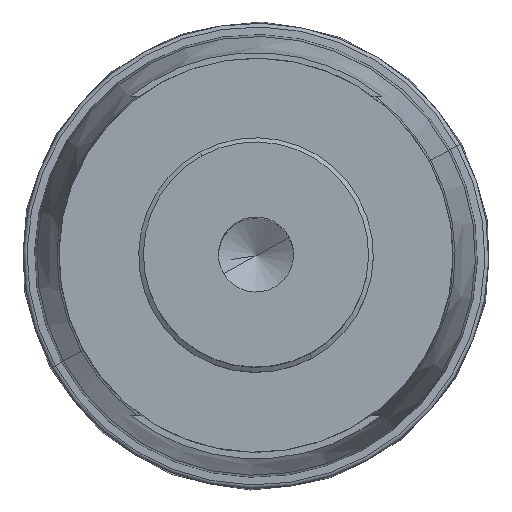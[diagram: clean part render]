
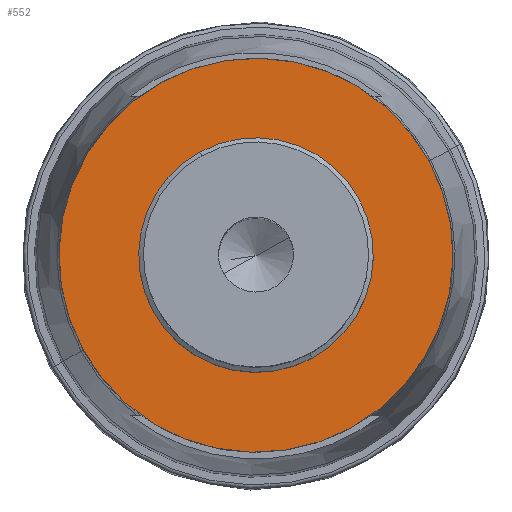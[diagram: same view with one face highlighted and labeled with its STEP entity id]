
A CAD part, top view. The second image highlights one B-rep face of the part: STEP entity #552.
In plain terms, the highlighted planar face has unit normal (0, 0, 1).
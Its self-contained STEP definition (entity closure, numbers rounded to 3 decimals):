
#496=AXIS2_PLACEMENT_3D('Circle Axis2P3D',#494,#495,$) ;
#515=AXIS2_PLACEMENT_3D('Circle Axis2P3D',#513,#514,$) ;
#528=AXIS2_PLACEMENT_3D('Plane Axis2P3D',#525,#526,#527) ;
#532=AXIS2_PLACEMENT_3D('Circle Axis2P3D',#530,#531,$) ;
#541=AXIS2_PLACEMENT_3D('Circle Axis2P3D',#539,#540,$) ;
#491=CARTESIAN_POINT('Vertex',(-2.996,5.485,26.95)) ;
#494=CARTESIAN_POINT('Axis2P3D Location',(0.,0.,26.95)) ;
#498=CARTESIAN_POINT('Vertex',(2.996,-5.485,26.95)) ;
#513=CARTESIAN_POINT('Axis2P3D Location',(0.,0.,26.95)) ;
#525=CARTESIAN_POINT('Axis2P3D Location',(0.,7.521,26.95)) ;
#530=CARTESIAN_POINT('Axis2P3D Location',(0.,0.,26.95)) ;
#534=CARTESIAN_POINT('Vertex',(9.215,5.034,26.95)) ;
#536=CARTESIAN_POINT('Vertex',(-9.215,-5.034,26.95)) ;
#539=CARTESIAN_POINT('Axis2P3D Location',(0.,0.,26.95)) ;
#495=DIRECTION('Axis2P3D Direction',(0.,0.,1.)) ;
#514=DIRECTION('Axis2P3D Direction',(0.,0.,1.)) ;
#526=DIRECTION('Axis2P3D Direction',(0.,0.,1.)) ;
#527=DIRECTION('Axis2P3D XDirection',(1.,0.,0.)) ;
#531=DIRECTION('Axis2P3D Direction',(0.,0.,1.)) ;
#540=DIRECTION('Axis2P3D Direction',(0.,0.,1.)) ;
#545=ORIENTED_EDGE('',*,*,#538,.F.) ;
#546=ORIENTED_EDGE('',*,*,#543,.F.) ;
#549=ORIENTED_EDGE('',*,*,#500,.T.) ;
#550=ORIENTED_EDGE('',*,*,#517,.T.) ;
#551=FACE_BOUND('',#548,.T.) ;
#552=ADVANCED_FACE('NOCUT',(#547,#551),#529,.T.) ;
#497=CIRCLE('generated circle',#496,6.25) ;
#516=CIRCLE('generated circle',#515,6.25) ;
#533=CIRCLE('generated circle',#532,10.5) ;
#542=CIRCLE('generated circle',#541,10.5) ;
#500=EDGE_CURVE('',#499,#492,#497,.F.) ;
#517=EDGE_CURVE('',#492,#499,#516,.F.) ;
#538=EDGE_CURVE('',#535,#537,#533,.F.) ;
#543=EDGE_CURVE('',#537,#535,#542,.F.) ;
#544=EDGE_LOOP('',(#545,#546)) ;
#548=EDGE_LOOP('',(#549,#550)) ;
#547=FACE_OUTER_BOUND('',#544,.T.) ;
#529=PLANE('',#528) ;
#492=VERTEX_POINT('',#491) ;
#499=VERTEX_POINT('',#498) ;
#535=VERTEX_POINT('',#534) ;
#537=VERTEX_POINT('',#536) ;
